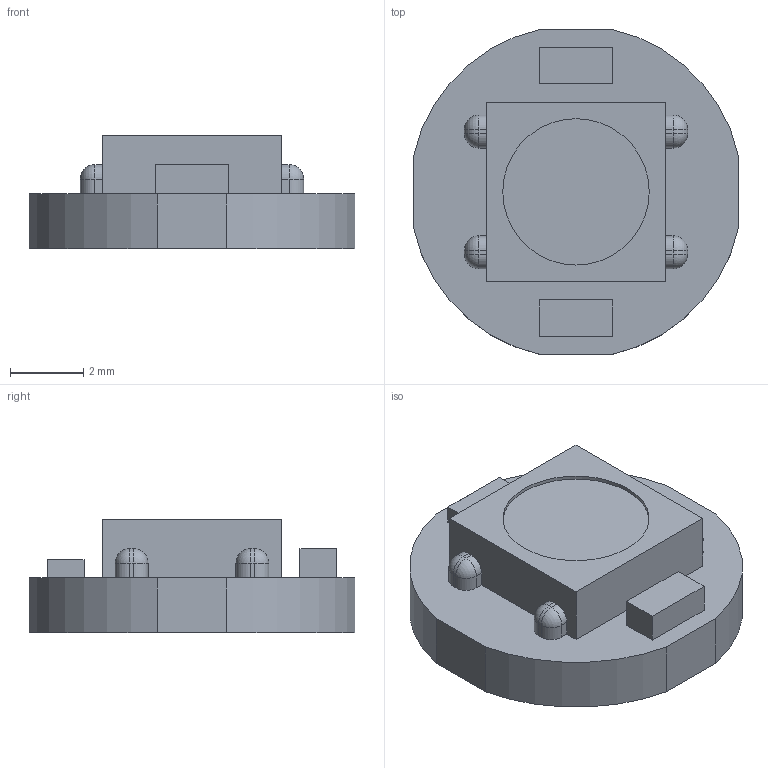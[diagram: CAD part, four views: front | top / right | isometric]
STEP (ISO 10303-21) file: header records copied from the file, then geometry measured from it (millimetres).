
FILE_DESCRIPTION(/* description */ (''),/* implementation_level */ '2;1');
FILE_NAME(/* name */ '5f8125914b1fdc0ec00bcb46',/* time_stamp */ '2020-10-10T03:08:01+00:00',/* author */ (''),/* organization */ (''),/* preprocessor_version */ 'ST-DEVELOPER v16.7',/* originating_system */ $,/* authorisation */ $);
FILE_SCHEMA (('AUTOMOTIVE_DESIGN {1 0 10303 214 3 1 1}'));
Length unit declared in the file: metre
Products named in the file (1): NeoPixel Button
Bounding box: 8.9 x 8.9 x 3.1 mm (x, y, z)
Volume: 137.3 mm3; surface area: 214 mm2
Topology: 1 solids, 1 shells, 101 faces, 251 edges, 154 vertices
Faces by surface type: plane 44, cylinder 37, torus 12, sphere 8
Full cylindrical faces by diameter (mm): 4 x1
Entity records: 3567 total; most frequent: DIRECTION 544, CARTESIAN_POINT 498, ORIENTED_EDGE 484, EDGE_CURVE 242, AXIS2_PLACEMENT_3D 200, VERTEX_POINT 154, LINE 144, VECTOR 144
